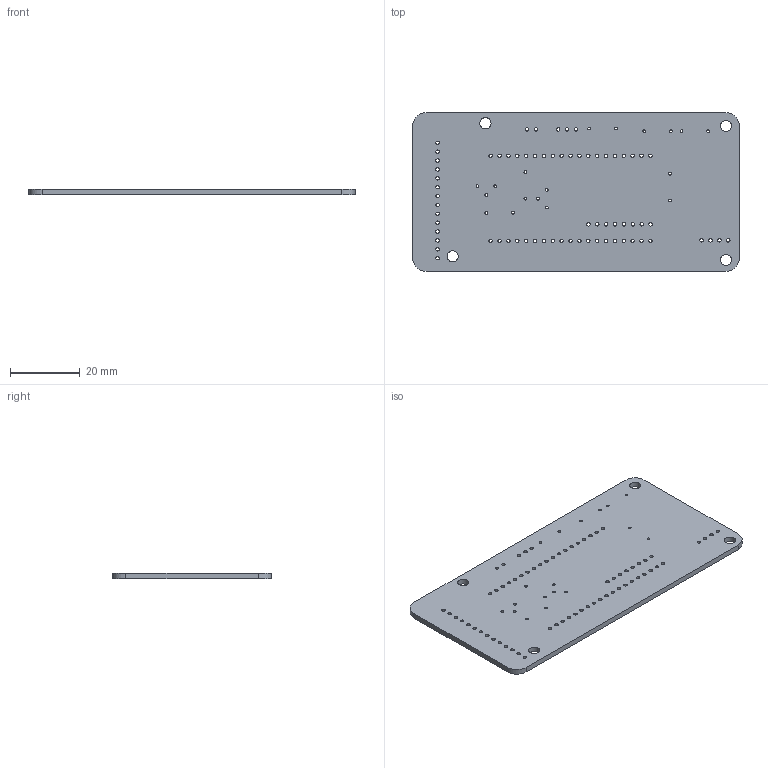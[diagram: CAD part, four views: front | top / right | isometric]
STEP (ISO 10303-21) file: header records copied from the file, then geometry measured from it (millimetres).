
FILE_DESCRIPTION(('KiCad electronic assembly'),'2;1');
FILE_NAME('wrist_pcb.step','2022-04-28T16:53:36',('Pcbnew'),('Kicad'), 'Open CASCADE STEP processor 7.6','KiCad to STEP converter','Unknown' );
FILE_SCHEMA(('AUTOMOTIVE_DESIGN { 1 0 10303 214 1 1 1 1 }'));
Length unit declared in the file: millimetre
Products named in the file (2): wrist_pcb 1; wrist_pcb PCB
Assembly tree (1 placements, depth 2):
  wrist_pcb 1
    wrist_pcb PCB
Bounding box: 93.47 x 45.46 x 1.6 mm (x, y, z)
Volume: 6623.9 mm3; surface area: 9197.4 mm2
Topology: 1 solids, 1 shells, 101 faces, 297 edges, 198 vertices
Faces by surface type: cylinder 95, plane 6
Full cylindrical faces by diameter (mm): 0.8 x18, 1 x69, 3.2 x4
Entity records: 8323 total; most frequent: CARTESIAN_POINT 2332, DIRECTION 1097, ORIENTED_EDGE 594, PCURVE 594, DEFINITIONAL_REPRESENTATION 594, LINE 511, VECTOR 511, EDGE_CURVE 297
